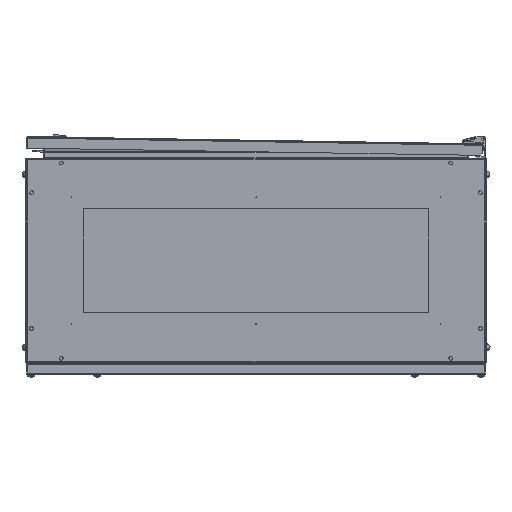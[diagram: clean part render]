
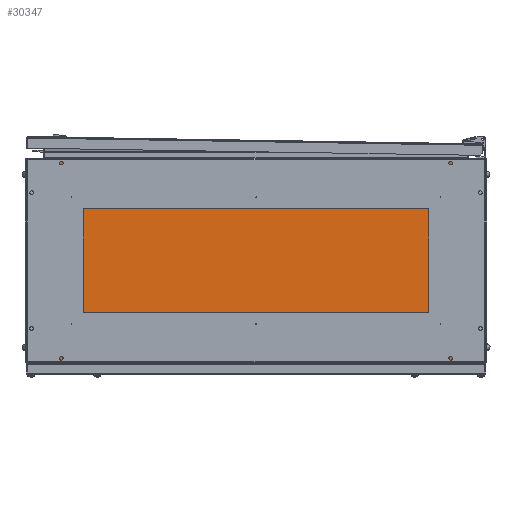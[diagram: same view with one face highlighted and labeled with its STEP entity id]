
A CAD part, front view. The second image highlights one B-rep face of the part: STEP entity #30347.
In plain terms, the highlighted face is planar.
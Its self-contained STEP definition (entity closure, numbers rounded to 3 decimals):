
#248 = ORIENTED_EDGE ( 'NONE', *, *, #6532, .F. ) ;
#443 = VERTEX_POINT ( 'NONE', #2675 ) ;
#690 = DIRECTION ( 'NONE',  ( 0., 0., -1. ) ) ;
#1017 = EDGE_LOOP ( 'NONE', ( #9824, #30447 ) ) ;
#1107 = DIRECTION ( 'NONE',  ( 1., 0., 0. ) ) ;
#1162 = CARTESIAN_POINT ( 'NONE',  ( -1.5, -14.9, -34.6 ) ) ;
#1203 = CARTESIAN_POINT ( 'NONE',  ( -1.5, -2.5, -352.7 ) ) ;
#1985 = VERTEX_POINT ( 'NONE', #45616 ) ;
#2491 = ORIENTED_EDGE ( 'NONE', *, *, #18605, .F. ) ;
#2675 = CARTESIAN_POINT ( 'NONE',  ( -1.5, -781.6, -34.6 ) ) ;
#2951 = EDGE_CURVE ( 'NONE', #19411, #11659, #17071, .T. ) ;
#3056 = AXIS2_PLACEMENT_3D ( 'NONE', #42271, #16971, #12962 ) ;
#5706 = VERTEX_POINT ( 'NONE', #29977 ) ;
#5718 = EDGE_LOOP ( 'NONE', ( #23481, #18481 ) ) ;
#5822 = CIRCLE ( 'NONE', #18625, 7. ) ;
#5945 = ORIENTED_EDGE ( 'NONE', *, *, #9016, .T. ) ;
#6532 = EDGE_CURVE ( 'NONE', #42790, #28387, #23744, .T. ) ;
#6872 = LINE ( 'NONE', #44196, #15843 ) ;
#7010 = VECTOR ( 'NONE', #39481, 1000. ) ;
#7012 = FACE_BOUND ( 'NONE', #1017, .T. ) ;
#7067 = DIRECTION ( 'NONE',  ( 0., 0., 1. ) ) ;
#7096 = EDGE_CURVE ( 'NONE', #40121, #32874, #35025, .T. ) ;
#7151 = CIRCLE ( 'NONE', #34340, 7. ) ;
#7436 = ORIENTED_EDGE ( 'NONE', *, *, #18367, .F. ) ;
#8340 = CARTESIAN_POINT ( 'NONE',  ( -1.5, -781.6, -27.6 ) ) ;
#9016 = EDGE_CURVE ( 'NONE', #443, #12106, #39384, .T. ) ;
#9343 = EDGE_CURVE ( 'NONE', #11659, #19411, #5822, .T. ) ;
#9824 = ORIENTED_EDGE ( 'NONE', *, *, #9343, .T. ) ;
#10204 = CARTESIAN_POINT ( 'NONE',  ( -1.5, -14.9, -27.6 ) ) ;
#10648 = AXIS2_PLACEMENT_3D ( 'NONE', #45109, #41359, #7067 ) ;
#10860 = DIRECTION ( 'NONE',  ( 0., 1., 0. ) ) ;
#11427 = CARTESIAN_POINT ( 'NONE',  ( -1.5, -781.6, -327.6 ) ) ;
#11659 = VERTEX_POINT ( 'NONE', #22668 ) ;
#11825 = CARTESIAN_POINT ( 'NONE',  ( -1.5, 0., -2.5 ) ) ;
#12106 = VERTEX_POINT ( 'NONE', #43905 ) ;
#12338 = DIRECTION ( 'NONE',  ( 0., 0., 1. ) ) ;
#12504 = EDGE_LOOP ( 'NONE', ( #5945, #25685 ) ) ;
#12523 = CARTESIAN_POINT ( 'NONE',  ( -1.5, -14.9, -20.6 ) ) ;
#12962 = DIRECTION ( 'NONE',  ( 0., 0., -1. ) ) ;
#14023 = DIRECTION ( 'NONE',  ( 1., 0., 0. ) ) ;
#14275 = DIRECTION ( 'NONE',  ( 0., 0., 1. ) ) ;
#14449 = EDGE_CURVE ( 'NONE', #14942, #1985, #7151, .T. ) ;
#14881 = LINE ( 'NONE', #38156, #43850 ) ;
#14942 = VERTEX_POINT ( 'NONE', #22953 ) ;
#15349 = LINE ( 'NONE', #11825, #26080 ) ;
#15374 = ORIENTED_EDGE ( 'NONE', *, *, #17868, .T. ) ;
#15410 = AXIS2_PLACEMENT_3D ( 'NONE', #17597, #44358, #32615 ) ;
#15581 = DIRECTION ( 'NONE',  ( 0., -1., 0. ) ) ;
#15843 = VECTOR ( 'NONE', #33167, 1000. ) ;
#15915 = AXIS2_PLACEMENT_3D ( 'NONE', #22309, #14023, #45064 ) ;
#16971 = DIRECTION ( 'NONE',  ( 1., 0., 0. ) ) ;
#17071 = CIRCLE ( 'NONE', #10648, 7. ) ;
#17597 = CARTESIAN_POINT ( 'NONE',  ( -1.5, -781.6, -27.6 ) ) ;
#17868 = EDGE_CURVE ( 'NONE', #32874, #40121, #43779, .T. ) ;
#18367 = EDGE_CURVE ( 'NONE', #39239, #5706, #6872, .T. ) ;
#18481 = ORIENTED_EDGE ( 'NONE', *, *, #14449, .T. ) ;
#18605 = EDGE_CURVE ( 'NONE', #5706, #42790, #14881, .T. ) ;
#18625 = AXIS2_PLACEMENT_3D ( 'NONE', #21286, #33291, #14275 ) ;
#19154 = AXIS2_PLACEMENT_3D ( 'NONE', #8340, #1107, #12338 ) ;
#19411 = VERTEX_POINT ( 'NONE', #24405 ) ;
#19811 = EDGE_CURVE ( 'NONE', #28387, #39239, #15349, .T. ) ;
#21227 = DIRECTION ( 'NONE',  ( 0., 0., -1. ) ) ;
#21286 = CARTESIAN_POINT ( 'NONE',  ( -1.5, -14.9, -327.6 ) ) ;
#21776 = DIRECTION ( 'NONE',  ( 1., 0., 0. ) ) ;
#22197 = AXIS2_PLACEMENT_3D ( 'NONE', #10204, #48978, #21227 ) ;
#22309 = CARTESIAN_POINT ( 'NONE',  ( -1.5, -796.5, 0. ) ) ;
#22668 = CARTESIAN_POINT ( 'NONE',  ( -1.5, -14.9, -334.6 ) ) ;
#22953 = CARTESIAN_POINT ( 'NONE',  ( -1.5, -781.6, -320.6 ) ) ;
#23481 = ORIENTED_EDGE ( 'NONE', *, *, #31080, .T. ) ;
#23744 = LINE ( 'NONE', #1203, #7010 ) ;
#23978 = CIRCLE ( 'NONE', #44750, 7. ) ;
#24405 = CARTESIAN_POINT ( 'NONE',  ( -1.5, -14.9, -320.6 ) ) ;
#25312 = FACE_BOUND ( 'NONE', #5718, .T. ) ;
#25685 = ORIENTED_EDGE ( 'NONE', *, *, #34137, .T. ) ;
#26080 = VECTOR ( 'NONE', #15581, 1000. ) ;
#28228 = CARTESIAN_POINT ( 'NONE',  ( -1.5, -2.5, -352.7 ) ) ;
#28387 = VERTEX_POINT ( 'NONE', #43661 ) ;
#29977 = CARTESIAN_POINT ( 'NONE',  ( -1.5, -794., -352.7 ) ) ;
#30347 = ADVANCED_FACE ( 'NONE', ( #41303, #25312, #7012, #40565, #33056 ), #48299, .F. ) ;
#30447 = ORIENTED_EDGE ( 'NONE', *, *, #2951, .T. ) ;
#31080 = EDGE_CURVE ( 'NONE', #1985, #14942, #23978, .T. ) ;
#31640 = ORIENTED_EDGE ( 'NONE', *, *, #19811, .F. ) ;
#32615 = DIRECTION ( 'NONE',  ( 0., 0., 1. ) ) ;
#32874 = VERTEX_POINT ( 'NONE', #12523 ) ;
#33056 = FACE_OUTER_BOUND ( 'NONE', #40272, .T. ) ;
#33167 = DIRECTION ( 'NONE',  ( 0., 0., -1. ) ) ;
#33291 = DIRECTION ( 'NONE',  ( 1., 0., 0. ) ) ;
#34137 = EDGE_CURVE ( 'NONE', #12106, #443, #40737, .T. ) ;
#34340 = AXIS2_PLACEMENT_3D ( 'NONE', #48787, #21776, #44801 ) ;
#35025 = CIRCLE ( 'NONE', #3056, 7. ) ;
#36523 = CARTESIAN_POINT ( 'NONE',  ( -1.5, -794., -2.5 ) ) ;
#38156 = CARTESIAN_POINT ( 'NONE',  ( -1.5, -796.5, -352.7 ) ) ;
#39239 = VERTEX_POINT ( 'NONE', #36523 ) ;
#39384 = CIRCLE ( 'NONE', #15410, 7. ) ;
#39481 = DIRECTION ( 'NONE',  ( 0., 0., 1. ) ) ;
#40121 = VERTEX_POINT ( 'NONE', #1162 ) ;
#40272 = EDGE_LOOP ( 'NONE', ( #248, #2491, #7436, #31640 ) ) ;
#40565 = FACE_BOUND ( 'NONE', #47545, .T. ) ;
#40737 = CIRCLE ( 'NONE', #19154, 7. ) ;
#41303 = FACE_BOUND ( 'NONE', #12504, .T. ) ;
#41359 = DIRECTION ( 'NONE',  ( 1., 0., 0. ) ) ;
#42232 = DIRECTION ( 'NONE',  ( 1., 0., 0. ) ) ;
#42271 = CARTESIAN_POINT ( 'NONE',  ( -1.5, -14.9, -27.6 ) ) ;
#42790 = VERTEX_POINT ( 'NONE', #28228 ) ;
#43661 = CARTESIAN_POINT ( 'NONE',  ( -1.5, -2.5, -2.5 ) ) ;
#43779 = CIRCLE ( 'NONE', #22197, 7. ) ;
#43850 = VECTOR ( 'NONE', #10860, 1000. ) ;
#43905 = CARTESIAN_POINT ( 'NONE',  ( -1.5, -781.6, -20.6 ) ) ;
#44196 = CARTESIAN_POINT ( 'NONE',  ( -1.5, -794., -2.5 ) ) ;
#44358 = DIRECTION ( 'NONE',  ( 1., 0., 0. ) ) ;
#44750 = AXIS2_PLACEMENT_3D ( 'NONE', #11427, #42232, #690 ) ;
#44801 = DIRECTION ( 'NONE',  ( 0., 0., -1. ) ) ;
#45064 = DIRECTION ( 'NONE',  ( 0., 0., -1. ) ) ;
#45109 = CARTESIAN_POINT ( 'NONE',  ( -1.5, -14.9, -327.6 ) ) ;
#45616 = CARTESIAN_POINT ( 'NONE',  ( -1.5, -781.6, -334.6 ) ) ;
#47545 = EDGE_LOOP ( 'NONE', ( #49344, #15374 ) ) ;
#48299 = PLANE ( 'NONE',  #15915 ) ;
#48787 = CARTESIAN_POINT ( 'NONE',  ( -1.5, -781.6, -327.6 ) ) ;
#48978 = DIRECTION ( 'NONE',  ( 1., 0., 0. ) ) ;
#49344 = ORIENTED_EDGE ( 'NONE', *, *, #7096, .T. ) ;
